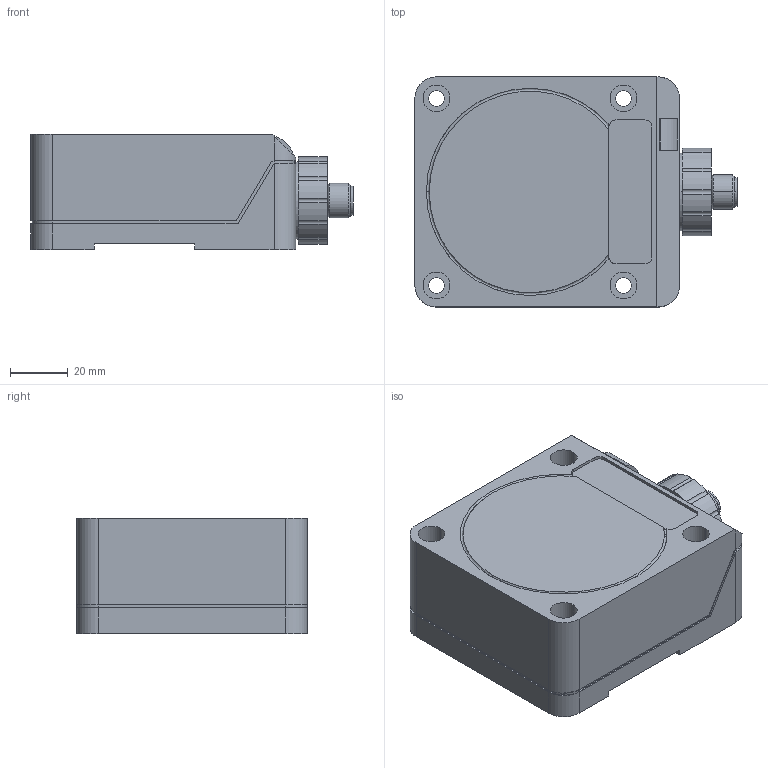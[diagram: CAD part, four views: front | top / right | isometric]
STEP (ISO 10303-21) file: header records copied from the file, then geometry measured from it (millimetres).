
FILE_DESCRIPTION (( 'STEP AP214' ), '1' );
FILE_NAME ('D80V-A0-3M.STEP', '2023-02-15T14:05:32', ( '' ), ( '' ), 'SwSTEP 2.0', 'SolidWorks 2021', '' );
FILE_SCHEMA (( 'AUTOMOTIVE_DESIGN' ));
Length unit declared in the file: inch
Products named in the file (1): D80V-A0-3M
Bounding box: 112 x 80 x 40 mm (x, y, z)
Volume: 284293.8 mm3; surface area: 33932.8 mm2
Topology: 1 solids, 1 shells, 164 faces, 433 edges, 285 vertices
Faces by surface type: plane 85, cylinder 70, cone 4, torus 3, bspline 2
Full cylindrical faces by diameter (mm): 1.016 x3
Entity records: 5176 total; most frequent: CARTESIAN_POINT 956, DIRECTION 894, ORIENTED_EDGE 854, EDGE_CURVE 427, AXIS2_PLACEMENT_3D 313, VERTEX_POINT 285, LINE 268, VECTOR 268
